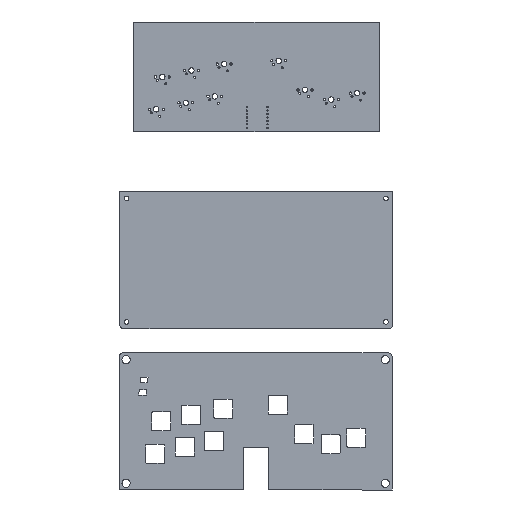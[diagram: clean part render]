
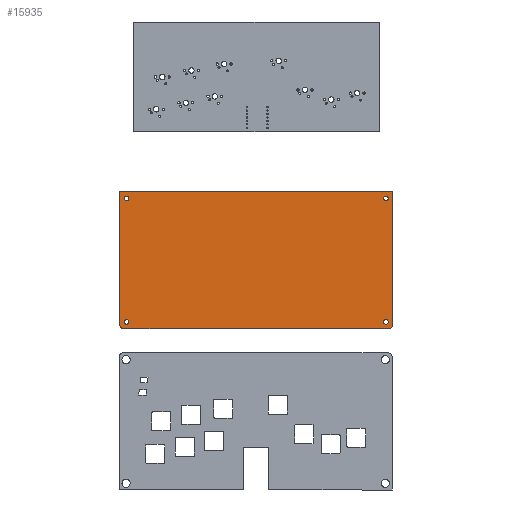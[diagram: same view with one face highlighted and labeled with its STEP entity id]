
A CAD part, front view. The second image highlights one B-rep face of the part: STEP entity #15935.
In plain terms, the highlighted planar face has unit normal (0, -1, 0).
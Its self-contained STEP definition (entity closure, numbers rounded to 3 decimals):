
#1058=FACE_BOUND('',#2405,.T.);
#1059=FACE_BOUND('',#2406,.T.);
#1060=FACE_BOUND('',#2407,.T.);
#1061=FACE_BOUND('',#2408,.T.);
#1289=CIRCLE('',#16850,3.);
#1290=CIRCLE('',#16853,3.);
#1291=CIRCLE('',#16854,1.7);
#1292=CIRCLE('',#16855,1.7);
#1293=CIRCLE('',#16856,1.7);
#1294=CIRCLE('',#16857,1.7);
#1530=FACE_OUTER_BOUND('',#2404,.T.);
#2404=EDGE_LOOP('',(#10703,#10704,#10705,#10706,#10707,#10708));
#2405=EDGE_LOOP('',(#10709));
#2406=EDGE_LOOP('',(#10710));
#2407=EDGE_LOOP('',(#10711));
#2408=EDGE_LOOP('',(#10712));
#3513=LINE('',#20941,#5088);
#3517=LINE('',#20950,#5092);
#3518=LINE('',#20953,#5093);
#3519=LINE('',#20956,#5094);
#5088=VECTOR('',#17708,10.);
#5092=VECTOR('',#17718,10.);
#5093=VECTOR('',#17721,10.);
#5094=VECTOR('',#17724,10.);
#6664=VERTEX_POINT('',#20938);
#6665=VERTEX_POINT('',#20940);
#6666=VERTEX_POINT('',#20944);
#6667=VERTEX_POINT('',#20946);
#6668=VERTEX_POINT('',#20952);
#6669=VERTEX_POINT('',#20954);
#6670=VERTEX_POINT('',#20957);
#6671=VERTEX_POINT('',#20959);
#6672=VERTEX_POINT('',#20961);
#6673=VERTEX_POINT('',#20963);
#8275=EDGE_CURVE('',#6665,#6664,#3513,.T.);
#8278=EDGE_CURVE('',#6666,#6667,#1289,.T.);
#8280=EDGE_CURVE('',#6664,#6667,#3517,.T.);
#8281=EDGE_CURVE('',#6666,#6668,#3518,.T.);
#8282=EDGE_CURVE('',#6669,#6668,#1290,.T.);
#8283=EDGE_CURVE('',#6669,#6665,#3519,.T.);
#8284=EDGE_CURVE('',#6670,#6670,#1291,.T.);
#8285=EDGE_CURVE('',#6671,#6671,#1292,.T.);
#8286=EDGE_CURVE('',#6672,#6672,#1293,.T.);
#8287=EDGE_CURVE('',#6673,#6673,#1294,.T.);
#10703=ORIENTED_EDGE('',*,*,#8278,.F.);
#10704=ORIENTED_EDGE('',*,*,#8281,.T.);
#10705=ORIENTED_EDGE('',*,*,#8282,.F.);
#10706=ORIENTED_EDGE('',*,*,#8283,.T.);
#10707=ORIENTED_EDGE('',*,*,#8275,.T.);
#10708=ORIENTED_EDGE('',*,*,#8280,.T.);
#10709=ORIENTED_EDGE('',*,*,#8284,.F.);
#10710=ORIENTED_EDGE('',*,*,#8285,.F.);
#10711=ORIENTED_EDGE('',*,*,#8286,.F.);
#10712=ORIENTED_EDGE('',*,*,#8287,.F.);
#15481=PLANE('',#16852);
#15935=ADVANCED_FACE('',(#1530,#1058,#1059,#1060,#1061),#15481,.F.);
#16850=AXIS2_PLACEMENT_3D('',#20947,#17713,#17714);
#16852=AXIS2_PLACEMENT_3D('',#20951,#17719,#17720);
#16853=AXIS2_PLACEMENT_3D('',#20955,#17722,#17723);
#16854=AXIS2_PLACEMENT_3D('',#20958,#17725,#17726);
#16855=AXIS2_PLACEMENT_3D('',#20960,#17727,#17728);
#16856=AXIS2_PLACEMENT_3D('',#20962,#17729,#17730);
#16857=AXIS2_PLACEMENT_3D('',#20964,#17731,#17732);
#17708=DIRECTION('',(-1.,0.,0.));
#17713=DIRECTION('center_axis',(0.,1.,0.));
#17714=DIRECTION('ref_axis',(-0.707,0.,-0.707));
#17718=DIRECTION('',(0.,0.,-1.));
#17719=DIRECTION('center_axis',(0.,1.,0.));
#17720=DIRECTION('ref_axis',(1.,0.,0.));
#17721=DIRECTION('',(1.,0.,0.));
#17722=DIRECTION('center_axis',(0.,1.,0.));
#17723=DIRECTION('ref_axis',(0.707,0.,-0.707));
#17724=DIRECTION('',(0.,0.,1.));
#17725=DIRECTION('center_axis',(0.,-1.,0.));
#17726=DIRECTION('ref_axis',(1.,0.,0.));
#17727=DIRECTION('center_axis',(0.,-1.,0.));
#17728=DIRECTION('ref_axis',(1.,0.,0.));
#17729=DIRECTION('center_axis',(0.,-1.,0.));
#17730=DIRECTION('ref_axis',(1.,0.,0.));
#17731=DIRECTION('center_axis',(0.,-1.,0.));
#17732=DIRECTION('ref_axis',(1.,0.,0.));
#20938=CARTESIAN_POINT('',(-88.474,0.,52.596));
#20940=CARTESIAN_POINT('',(112.501,0.,52.596));
#20941=CARTESIAN_POINT('',(112.501,0.,52.596));
#20944=CARTESIAN_POINT('',(-85.474,0.,-48.367));
#20946=CARTESIAN_POINT('',(-88.474,0.,-45.367));
#20947=CARTESIAN_POINT('Origin',(-85.474,0.,-45.367));
#20950=CARTESIAN_POINT('',(-88.474,0.,52.596));
#20951=CARTESIAN_POINT('Origin',(-83.474,0.,-43.367));
#20952=CARTESIAN_POINT('',(109.501,0.,-48.367));
#20953=CARTESIAN_POINT('',(-88.474,0.,-48.367));
#20954=CARTESIAN_POINT('',(112.501,0.,-45.367));
#20955=CARTESIAN_POINT('Origin',(109.501,0.,-45.367));
#20956=CARTESIAN_POINT('',(112.501,0.,-48.367));
#20957=CARTESIAN_POINT('',(105.801,0.,-43.367));
#20958=CARTESIAN_POINT('Origin',(107.501,0.,-43.367));
#20959=CARTESIAN_POINT('',(105.801,0.,47.596));
#20960=CARTESIAN_POINT('Origin',(107.501,0.,47.596));
#20961=CARTESIAN_POINT('',(-85.174,0.,47.596));
#20962=CARTESIAN_POINT('Origin',(-83.474,0.,47.596));
#20963=CARTESIAN_POINT('',(-85.174,0.,-43.367));
#20964=CARTESIAN_POINT('Origin',(-83.474,0.,-43.367));
